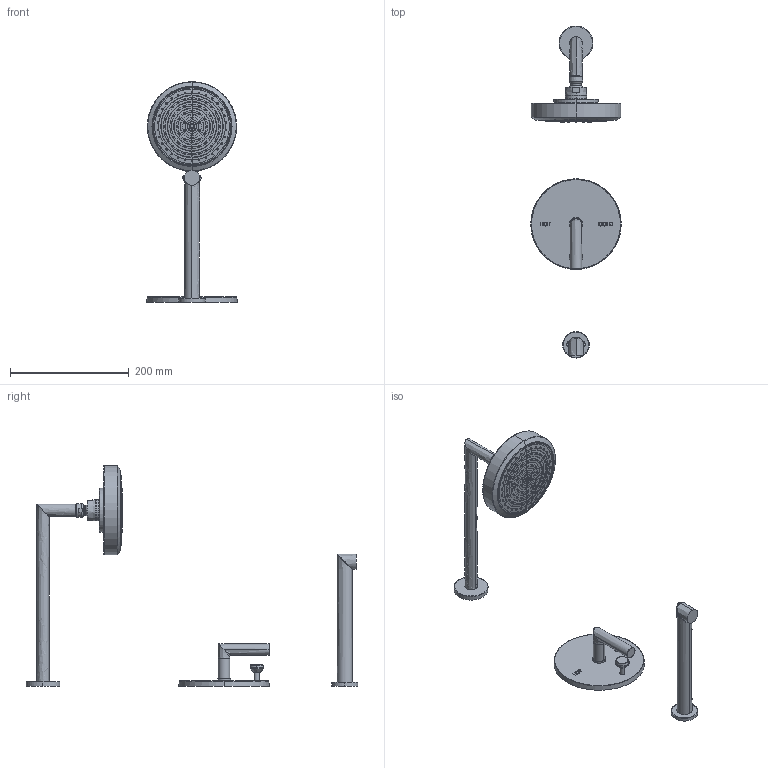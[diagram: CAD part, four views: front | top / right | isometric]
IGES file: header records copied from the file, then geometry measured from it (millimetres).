
Start section:  PTC IGES file: 3-3122bp.igs
Global section: file name: 3-3122bp.igs; native system: Creo Parametric by PTC Inc.; preprocessor: 2018400; author: jinson.thomas; organization: Unknown; date: 20210601.145359; units: inch
Bounding box: 152.4 x 558.8 x 370.97 mm (x, y, z)
Volume: 1022378.7 mm3; surface area: 159327.6 mm2
Topology: 4 solids, 5 shells, 1028 faces, 2669 edges, 1790 vertices
Faces by surface type: revolution 770, bspline 182, extrusion 76
